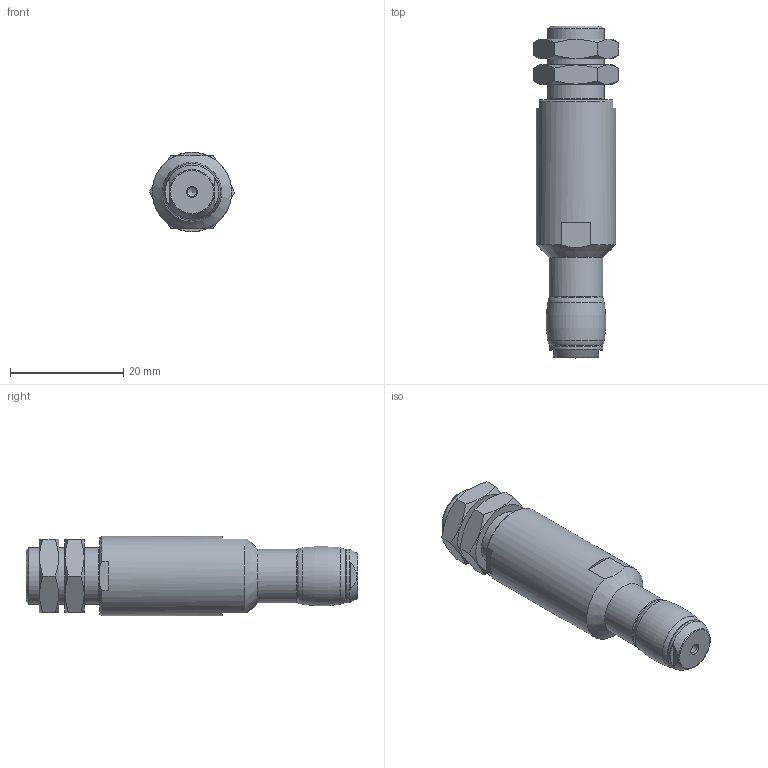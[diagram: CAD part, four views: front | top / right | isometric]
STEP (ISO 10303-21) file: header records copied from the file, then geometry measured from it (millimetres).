
FILE_DESCRIPTION(/* description */ ('STEP AP214'),/* implementation_level */ '2;1');
FILE_NAME(/* name */ '1320799_DHEB-10-E-U-S-L',/* time_stamp */ '2024-08-19T15:53:13+02:00',/* author */ ('License CC BY-ND 4.0'),/* organization */ ('CADENAS'),/* preprocessor_version */ 'ST-DEVELOPER v19.3',/* originating_system */ 'PARTsolutions',/* authorisation */ ' ');
FILE_SCHEMA (('AUTOMOTIVE_DESIGN {1 0 10303 214 3 1 1}'));
Length unit declared in the file: millimetre
Products named in the file (5): 1320799 DHEB-10-E-U-S-L---(AUS); 1360986 DHEB-10-E-U-S-L; 1360879 DHEB-10-E-U-S-L---(AUS); 1448933 DHAS-GB-B14-10-E---(MOD-AUS-U); 396998 YSRW M10X1-3.5-13
Assembly tree (5 placements, depth 2):
  1320799 DHEB-10-E-U-S-L---(AUS)
    1360986 DHEB-10-E-U-S-L
    1360879 DHEB-10-E-U-S-L---(AUS)
    1448933 DHAS-GB-B14-10-E---(MOD-AUS-U)
    396998 YSRW M10X1-3.5-13  x2
Bounding box: 15.01 x 58.5 x 14 mm (x, y, z)
Volume: 6352.4 mm3; surface area: 5782.4 mm2
Topology: 5 solids, 5 shells, 88 faces, 189 edges, 119 vertices
Faces by surface type: plane 42, cylinder 20, cone 19, torus 7
Full cylindrical faces by diameter (mm): 1 x1, 1.1 x1, 1.567 x1, 2.1 x1, 3 x3, 4.1 x2, 4.134 x1, 7.5 x2, 8.917 x2, 9.5 x2, 10 x1, 12 x2, 14 x1
Entity records: 1911 total; most frequent: CARTESIAN_POINT 376, DIRECTION 308, ORIENTED_EDGE 212, AXIS2_PLACEMENT_3D 143, FACE_BOUND 133, EDGE_LOOP 131, EDGE_CURVE 106, VERTEX_POINT 89
